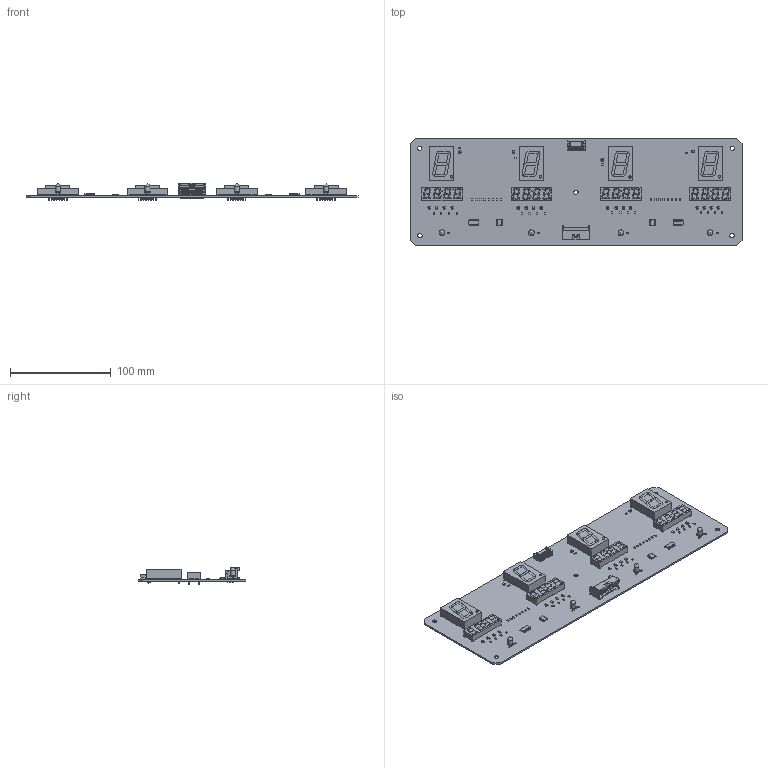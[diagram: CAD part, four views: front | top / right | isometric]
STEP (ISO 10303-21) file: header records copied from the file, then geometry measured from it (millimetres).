
FILE_DESCRIPTION(('KiCad electronic assembly'),'2;1');
FILE_NAME('display_15_in.step','2025-08-06T23:23:46',('Pcbnew'),('Kicad' ),'Open CASCADE STEP processor 7.6','KiCad to STEP converter', 'Unknown');
FILE_SCHEMA(('AUTOMOTIVE_DESIGN { 1 0 10303 214 1 1 1 1 }'));
Length unit declared in the file: millimetre
Products named in the file (20): display_15_in 1; R_0805_2012Metric; 804287_segment_display_10mm_clock; F415-6; LED_D5.0mm; TO-236AB_SOT23_NEX; part; XDxx25x; SN74HC138DR; D16; CONN HEADER 16 POS 2MM; S16B-PHDSS; TLC59211IPWR; PW20; 559592430; display_15_in_PCB
Assembly tree (88 placements, depth 3):
  display_15_in 1
    R_0805_2012Metric  x40
      R_0805_2012Metric
    804287_segment_display_10mm_clock  x4
      F415-6
    LED_D5.0mm  x4
      LED_D5.0mm
    TO-236AB_SOT23_NEX  x20
      part
    XDxx25x  x4
      XDxx25x
    SN74HC138DR  x2
      D16
    CONN HEADER 16 POS 2MM
      S16B-PHDSS
    TLC59211IPWR  x2
      PW20
    559592430
      559592430
    display_15_in_PCB
Bounding box: 330.2 x 106.68 x 17.15 mm (x, y, z)
Volume: 102956.6 mm3; surface area: 96540 mm2
Topology: 249 solids, 249 shells, 7020 faces, 17774 edges, 11688 vertices
Faces by surface type: plane 5377, cylinder 1357, bspline 272, cone 10, sphere 4
Full cylindrical faces by diameter (mm): 0.15 x20, 0.711 x16, 0.762 x64, 0.8 x40, 0.838 x24, 0.9 x8, 4.3 x5, 4.9 x4
Entity records: 83072 total; most frequent: CARTESIAN_POINT 16611, ORIENTED_EDGE 12914, DIRECTION 12412, EDGE_CURVE 6457, LINE 5432, VECTOR 5432, VERTEX_POINT 4185, AXIS2_PLACEMENT_3D 3490
